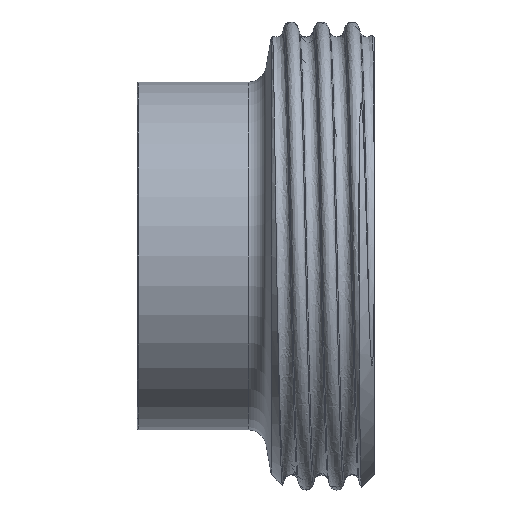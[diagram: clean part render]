
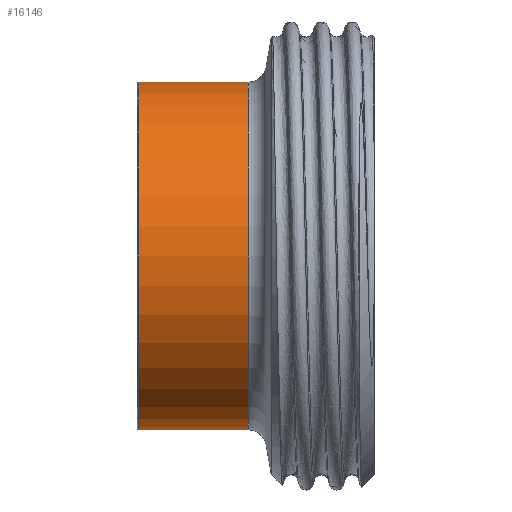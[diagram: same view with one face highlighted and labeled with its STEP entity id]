
A CAD part, front view. The second image highlights one B-rep face of the part: STEP entity #16146.
In plain terms, the highlighted cylindrical face has radius 24.15 mm (diameter 48.3 mm), a partial arc.
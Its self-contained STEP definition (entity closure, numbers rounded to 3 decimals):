
#371 = CARTESIAN_POINT ( 'NONE',  ( 0., 0., 24.15 ) ) ;
#517 = DIRECTION ( 'NONE',  ( 0., 0., 1. ) ) ;
#813 = DIRECTION ( 'NONE',  ( 1., 0., 0. ) ) ;
#1177 = AXIS2_PLACEMENT_3D ( 'NONE', #20413, #8177, #517 ) ;
#1267 = ORIENTED_EDGE ( 'NONE', *, *, #17575, .F. ) ;
#1537 = ORIENTED_EDGE ( 'NONE', *, *, #16809, .T. ) ;
#2488 = LINE ( 'NONE', #10529, #20424 ) ;
#2754 = CARTESIAN_POINT ( 'NONE',  ( -17.572, 0., 24.15 ) ) ;
#4464 = DIRECTION ( 'NONE',  ( 0., 0., -1. ) ) ;
#4628 = EDGE_CURVE ( 'NONE', #17738, #5952, #9208, .T. ) ;
#5952 = VERTEX_POINT ( 'NONE', #9311 ) ;
#5974 = EDGE_CURVE ( 'NONE', #19845, #8289, #8790, .T. ) ;
#6216 = AXIS2_PLACEMENT_3D ( 'NONE', #10959, #9229, #18319 ) ;
#6551 = AXIS2_PLACEMENT_3D ( 'NONE', #9865, #813, #4464 ) ;
#6734 = DIRECTION ( 'NONE',  ( 1., 0., 0. ) ) ;
#7336 = FACE_OUTER_BOUND ( 'NONE', #18506, .T. ) ;
#8177 = DIRECTION ( 'NONE',  ( 1., 0., 0. ) ) ;
#8289 = VERTEX_POINT ( 'NONE', #23623 ) ;
#8324 = CARTESIAN_POINT ( 'NONE',  ( -32.8, 0., 24.15 ) ) ;
#8790 = CIRCLE ( 'NONE', #6216, 24.15 ) ;
#9208 = CIRCLE ( 'NONE', #1177, 24.15 ) ;
#9229 = DIRECTION ( 'NONE',  ( 1., 0., 0. ) ) ;
#9311 = CARTESIAN_POINT ( 'NONE',  ( -32.8, 0., -24.15 ) ) ;
#9654 = ORIENTED_EDGE ( 'NONE', *, *, #5974, .F. ) ;
#9865 = CARTESIAN_POINT ( 'NONE',  ( 0., 0., 0. ) ) ;
#10529 = CARTESIAN_POINT ( 'NONE',  ( 0., 0., -24.15 ) ) ;
#10959 = CARTESIAN_POINT ( 'NONE',  ( -17.572, 0., 0. ) ) ;
#11010 = CYLINDRICAL_SURFACE ( 'NONE', #6551, 24.15 ) ;
#13139 = VECTOR ( 'NONE', #20264, 1000. ) ;
#16146 = ADVANCED_FACE ( 'NONE', ( #7336 ), #11010, .T. ) ;
#16809 = EDGE_CURVE ( 'NONE', #5952, #8289, #2488, .T. ) ;
#17575 = EDGE_CURVE ( 'NONE', #17738, #19845, #19166, .T. ) ;
#17738 = VERTEX_POINT ( 'NONE', #8324 ) ;
#18319 = DIRECTION ( 'NONE',  ( 0., 0., -1. ) ) ;
#18506 = EDGE_LOOP ( 'NONE', ( #1267, #22672, #1537, #9654 ) ) ;
#19166 = LINE ( 'NONE', #371, #13139 ) ;
#19845 = VERTEX_POINT ( 'NONE', #2754 ) ;
#20264 = DIRECTION ( 'NONE',  ( 1., 0., 0. ) ) ;
#20413 = CARTESIAN_POINT ( 'NONE',  ( -32.8, 0., 0. ) ) ;
#20424 = VECTOR ( 'NONE', #6734, 1000. ) ;
#22672 = ORIENTED_EDGE ( 'NONE', *, *, #4628, .T. ) ;
#23623 = CARTESIAN_POINT ( 'NONE',  ( -17.572, 0., -24.15 ) ) ;
